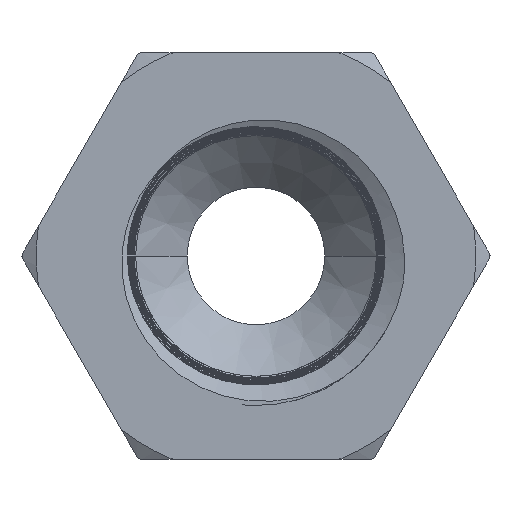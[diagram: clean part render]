
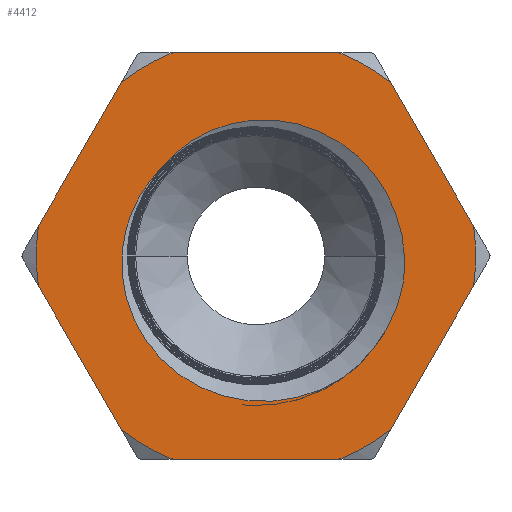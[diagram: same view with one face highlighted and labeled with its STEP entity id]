
A CAD part, left-side view. The second image highlights one B-rep face of the part: STEP entity #4412.
In plain terms, the highlighted planar face has unit normal (-1, 0, 0).
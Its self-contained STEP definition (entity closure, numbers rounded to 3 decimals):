
#121=DIRECTION('',(0.,-0.5,0.866));
#122=VECTOR('',#121,5.792);
#123=CARTESIAN_POINT('',(0.,7.597,1.042));
#124=LINE('',#123,#122);
#125=CARTESIAN_POINT('',(0.,0.,0.));
#126=DIRECTION('',(-1.,0.,0.));
#127=DIRECTION('',(0.,0.378,0.926));
#128=AXIS2_PLACEMENT_3D('',#125,#126,#127);
#130=DIRECTION('',(0.,-1.,0.));
#131=VECTOR('',#130,5.792);
#132=CARTESIAN_POINT('',(0.,2.896,7.1));
#133=LINE('',#132,#131);
#134=CARTESIAN_POINT('',(0.,0.,0.));
#135=DIRECTION('',(-1.,0.,0.));
#136=DIRECTION('',(0.,-0.613,0.79));
#137=AXIS2_PLACEMENT_3D('',#134,#135,#136);
#139=DIRECTION('',(0.,-0.5,-0.866));
#140=VECTOR('',#139,5.792);
#141=CARTESIAN_POINT('',(0.,-4.701,6.058));
#142=LINE('',#141,#140);
#143=DIRECTION('',(0.,0.5,-0.866));
#144=VECTOR('',#143,5.792);
#145=CARTESIAN_POINT('',(0.,-7.597,-1.042));
#146=LINE('',#145,#144);
#147=CARTESIAN_POINT('',(0.,0.,0.));
#148=DIRECTION('',(-1.,0.,0.));
#149=DIRECTION('',(0.,-0.378,-0.926));
#150=AXIS2_PLACEMENT_3D('',#147,#148,#149);
#152=DIRECTION('',(0.,1.,0.));
#153=VECTOR('',#152,5.792);
#154=CARTESIAN_POINT('',(0.,-2.896,-7.1));
#155=LINE('',#154,#153);
#156=CARTESIAN_POINT('',(0.,0.,0.));
#157=DIRECTION('',(-1.,0.,0.));
#158=DIRECTION('',(0.,0.613,-0.79));
#159=AXIS2_PLACEMENT_3D('',#156,#157,#158);
#161=DIRECTION('',(0.,0.5,0.866));
#162=VECTOR('',#161,5.792);
#163=CARTESIAN_POINT('',(0.,4.701,-6.058));
#164=LINE('',#163,#162);
#165=CARTESIAN_POINT('',(0.,3.363,3.013));
#166=CARTESIAN_POINT('',(0.,3.209,3.207));
#167=CARTESIAN_POINT('',(0.,2.872,3.568));
#168=CARTESIAN_POINT('',(0.,2.273,4.03));
#169=CARTESIAN_POINT('',(0.,1.602,4.388));
#170=CARTESIAN_POINT('',(0.,0.881,4.634));
#171=CARTESIAN_POINT('',(0.,0.117,4.761));
#172=CARTESIAN_POINT('',(0.,-0.654,4.762));
#173=CARTESIAN_POINT('',(0.,-1.429,4.637));
#174=CARTESIAN_POINT('',(0.,-2.175,4.387));
#175=CARTESIAN_POINT('',(0.,-2.874,4.019));
#176=CARTESIAN_POINT('',(0.,-3.514,3.537));
#177=CARTESIAN_POINT('',(0.,-4.067,2.96));
#178=CARTESIAN_POINT('',(0.,-4.528,2.292));
#179=CARTESIAN_POINT('',(0.,-4.876,1.558));
#180=CARTESIAN_POINT('',(0.,-5.105,0.773));
#181=CARTESIAN_POINT('',(0.,-5.207,-0.05));
#182=CARTESIAN_POINT('',(0.,-5.188,-0.597));
#183=CARTESIAN_POINT('',(0.,-5.156,-0.873));
#185=CARTESIAN_POINT('',(0.,0.,0.));
#186=DIRECTION('',(-1.,0.,0.));
#187=DIRECTION('',(0.,0.745,0.667));
#188=AXIS2_PLACEMENT_3D('',#185,#186,#187);
#190=CARTESIAN_POINT('',(0.,-3.062,-4.235));
#191=CARTESIAN_POINT('',(0.,-2.832,-4.385));
#192=CARTESIAN_POINT('',(0.,-2.357,-4.645));
#193=CARTESIAN_POINT('',(0.,-1.588,-4.919));
#194=CARTESIAN_POINT('',(0.,-0.8,-5.068));
#195=CARTESIAN_POINT('',(0.,0.009,-5.091));
#196=CARTESIAN_POINT('',(0.,0.796,-4.989));
#197=CARTESIAN_POINT('',(0.,1.559,-4.764));
#198=CARTESIAN_POINT('',(0.,2.272,-4.423));
#199=CARTESIAN_POINT('',(0.,2.915,-3.981));
#200=CARTESIAN_POINT('',(0.,3.482,-3.439));
#201=CARTESIAN_POINT('',(0.,3.948,-2.825));
#202=CARTESIAN_POINT('',(0.,4.311,-2.144));
#203=CARTESIAN_POINT('',(0.,4.559,-1.419));
#204=CARTESIAN_POINT('',(0.,4.687,-0.673));
#205=CARTESIAN_POINT('',(0.,4.694,0.087));
#206=CARTESIAN_POINT('',(0.,4.581,0.826));
#207=CARTESIAN_POINT('',(0.,4.352,1.537));
#208=CARTESIAN_POINT('',(0.,4.014,2.195));
#209=CARTESIAN_POINT('',(0.,3.724,2.588));
#210=CARTESIAN_POINT('',(0.,3.563,2.773));
#212=CARTESIAN_POINT('',(0.,-5.156,-0.873));
#213=CARTESIAN_POINT('',(0.,-5.118,-1.096));
#214=CARTESIAN_POINT('',(0.,-5.014,-1.534));
#215=CARTESIAN_POINT('',(0.,-4.773,-2.171));
#216=CARTESIAN_POINT('',(0.,-4.453,-2.766));
#217=CARTESIAN_POINT('',(0.,-4.06,-3.316));
#218=CARTESIAN_POINT('',(0.,-3.595,-3.814));
#219=CARTESIAN_POINT('',(0.,-3.246,-4.102));
#220=CARTESIAN_POINT('',(0.,-3.062,-4.235));
#238=CARTESIAN_POINT('',(0.,0.,0.));
#239=DIRECTION('',(-1.,0.,0.));
#240=DIRECTION('',(0.,0.991,0.136));
#241=AXIS2_PLACEMENT_3D('',#238,#239,#240);
#267=CARTESIAN_POINT('',(0.,0.,0.));
#268=DIRECTION('',(-1.,0.,0.));
#269=DIRECTION('',(0.,-0.991,-0.136));
#270=AXIS2_PLACEMENT_3D('',#267,#268,#269);
#4136=CARTESIAN_POINT('',(0.,4.701,-6.058));
#4137=CARTESIAN_POINT('',(0.,2.896,-7.1));
#4138=VERTEX_POINT('',#4136);
#4139=VERTEX_POINT('',#4137);
#4140=CARTESIAN_POINT('',(0.,-2.896,-7.1));
#4141=CARTESIAN_POINT('',(0.,-4.701,-6.058));
#4142=VERTEX_POINT('',#4140);
#4143=VERTEX_POINT('',#4141);
#4144=CARTESIAN_POINT('',(0.,-4.701,6.058));
#4145=CARTESIAN_POINT('',(0.,-2.896,7.1));
#4146=VERTEX_POINT('',#4144);
#4147=VERTEX_POINT('',#4145);
#4148=CARTESIAN_POINT('',(0.,2.896,7.1));
#4149=CARTESIAN_POINT('',(0.,4.701,6.058));
#4150=VERTEX_POINT('',#4148);
#4151=VERTEX_POINT('',#4149);
#4168=CARTESIAN_POINT('',(0.,7.597,-1.042));
#4169=VERTEX_POINT('',#4168);
#4170=CARTESIAN_POINT('',(0.,7.597,1.042));
#4171=VERTEX_POINT('',#4170);
#4172=CARTESIAN_POINT('',(0.,-7.597,1.042));
#4173=VERTEX_POINT('',#4172);
#4174=CARTESIAN_POINT('',(0.,-7.597,-1.042));
#4175=VERTEX_POINT('',#4174);
#4224=VERTEX_POINT('',#165);
#4225=VERTEX_POINT('',#183);
#4226=VERTEX_POINT('',#220);
#4227=VERTEX_POINT('',#210);
#4371=CARTESIAN_POINT('',(0.,0.,0.));
#4372=DIRECTION('',(1.,0.,0.));
#4373=DIRECTION('',(0.,0.,-1.));
#4374=AXIS2_PLACEMENT_3D('',#4371,#4372,#4373);
#4375=PLANE('',#4374);
#4377=ORIENTED_EDGE('',*,*,#4376,.F.);
#4379=ORIENTED_EDGE('',*,*,#4378,.T.);
#4381=ORIENTED_EDGE('',*,*,#4380,.F.);
#4383=ORIENTED_EDGE('',*,*,#4382,.T.);
#4385=ORIENTED_EDGE('',*,*,#4384,.F.);
#4387=ORIENTED_EDGE('',*,*,#4386,.T.);
#4389=ORIENTED_EDGE('',*,*,#4388,.F.);
#4391=ORIENTED_EDGE('',*,*,#4390,.T.);
#4393=ORIENTED_EDGE('',*,*,#4392,.F.);
#4395=ORIENTED_EDGE('',*,*,#4394,.T.);
#4397=ORIENTED_EDGE('',*,*,#4396,.F.);
#4399=ORIENTED_EDGE('',*,*,#4398,.T.);
#4400=EDGE_LOOP('',(#4377,#4379,#4381,#4383,#4385,#4387,#4389,#4391,#4393,#4395,
#4397,#4399));
#4401=FACE_OUTER_BOUND('',#4400,.F.);
#4403=ORIENTED_EDGE('',*,*,#4402,.F.);
#4405=ORIENTED_EDGE('',*,*,#4404,.T.);
#4407=ORIENTED_EDGE('',*,*,#4406,.F.);
#4409=ORIENTED_EDGE('',*,*,#4408,.F.);
#4410=EDGE_LOOP('',(#4403,#4405,#4407,#4409));
#4411=FACE_BOUND('',#4410,.F.);
#129=CIRCLE('',#128,7.668);
#138=CIRCLE('',#137,7.668);
#151=CIRCLE('',#150,7.668);
#160=CIRCLE('',#159,7.668);
#184=B_SPLINE_CURVE_WITH_KNOTS('',3,(#165,#166,#167,#168,#169,#170,#171,#172,
#173,#174,#175,#176,#177,#178,#179,#180,#181,#182,#183),.UNSPECIFIED.,.F.,.F.,
(4,1,1,1,1,1,1,1,1,1,1,1,1,1,1,1,4),(0.,0.063,0.125,0.188,0.25,
0.313,0.375,0.438,0.5,0.563,0.625,0.688,0.75,0.813,
0.875,0.938,1.),.UNSPECIFIED.);
#189=CIRCLE('',#188,4.515);
#211=B_SPLINE_CURVE_WITH_KNOTS('',3,(#190,#191,#192,#193,#194,#195,#196,#197,
#198,#199,#200,#201,#202,#203,#204,#205,#206,#207,#208,#209,#210),.UNSPECIFIED.,
.F.,.F.,(4,1,1,1,1,1,1,1,1,1,1,1,1,1,1,1,1,1,4),(0.,0.056,
0.111,0.167,0.222,0.278,
0.333,0.389,0.444,0.5,0.556,
0.611,0.667,0.722,0.778,
0.833,0.889,0.944,1.),.UNSPECIFIED.);
#221=B_SPLINE_CURVE_WITH_KNOTS('',3,(#212,#213,#214,#215,#216,#217,#218,#219,
#220),.UNSPECIFIED.,.F.,.F.,(4,1,1,1,1,1,4),(0.,0.167,
0.333,0.5,0.667,0.833,1.),
.UNSPECIFIED.);
#242=CIRCLE('',#241,7.668);
#271=CIRCLE('',#270,7.668);
#4376=EDGE_CURVE('',#4171,#4169,#242,.T.);
#4378=EDGE_CURVE('',#4171,#4151,#124,.T.);
#4380=EDGE_CURVE('',#4150,#4151,#129,.T.);
#4382=EDGE_CURVE('',#4150,#4147,#133,.T.);
#4384=EDGE_CURVE('',#4146,#4147,#138,.T.);
#4386=EDGE_CURVE('',#4146,#4173,#142,.T.);
#4388=EDGE_CURVE('',#4175,#4173,#271,.T.);
#4390=EDGE_CURVE('',#4175,#4143,#146,.T.);
#4392=EDGE_CURVE('',#4142,#4143,#151,.T.);
#4394=EDGE_CURVE('',#4142,#4139,#155,.T.);
#4396=EDGE_CURVE('',#4138,#4139,#160,.T.);
#4398=EDGE_CURVE('',#4138,#4169,#164,.T.);
#4402=EDGE_CURVE('',#4224,#4225,#184,.T.);
#4404=EDGE_CURVE('',#4224,#4227,#189,.T.);
#4406=EDGE_CURVE('',#4226,#4227,#211,.T.);
#4408=EDGE_CURVE('',#4225,#4226,#221,.T.);
#4412=ADVANCED_FACE('',(#4401,#4411),#4375,.F.);
